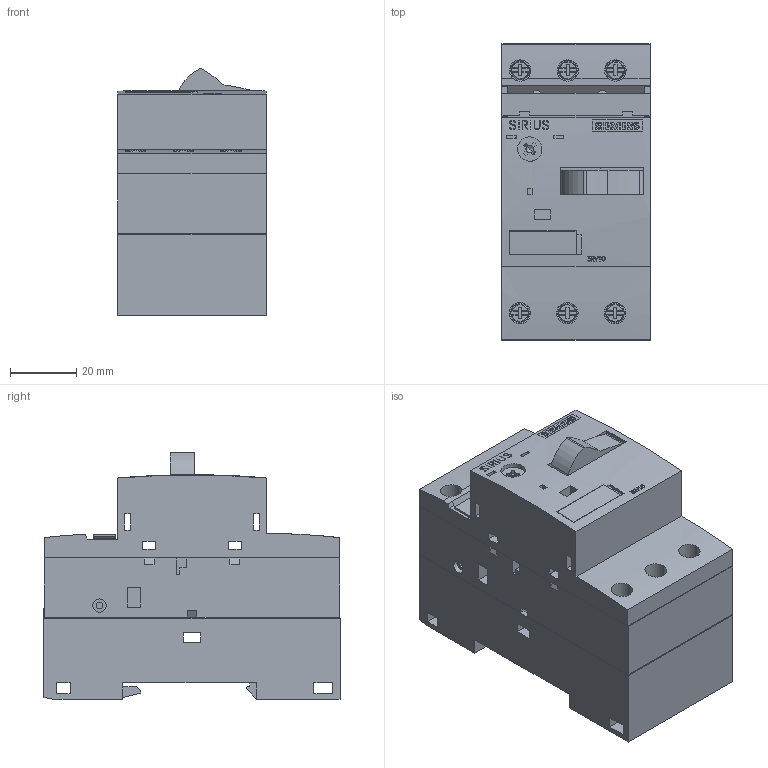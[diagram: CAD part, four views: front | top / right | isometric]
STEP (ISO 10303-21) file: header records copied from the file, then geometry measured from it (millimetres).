
FILE_DESCRIPTION(('STEP AP214'),'1');
FILE_NAME('cctmp_D1000599-AD25-4981-82AA-FF25EFBA8922_2023_08_14_21_02_59_0591..stp','2023-08-14T19:03:00',('SIEMENS A&D'),('CADClick - www.CADClick.com'),'Spatial InterOp 3D postprocessed',' ','unknown authorization');
FILE_SCHEMA(('AUTOMOTIVE_DESIGN'));
Length unit declared in the file: millimetre
Products named in the file (1): 2023_08_14_21_02_59_0560
Bounding box: 45 x 89.6 x 74.67 mm (x, y, z)
Volume: 209709.2 mm3; surface area: 54611.9 mm2
Topology: 1 solids, 2 shells, 994 faces, 2761 edges, 1816 vertices
Faces by surface type: plane 776, cylinder 160, cone 30, torus 28
Entity records: 54660 total; most frequent: CARTESIAN_POINT 7359, STYLED_ITEM 5570, PRESENTATION_STYLE_ASSIGNMENT 5570, ORIENTED_EDGE 5518, DIRECTION 5339, EDGE_CURVE 2759, CURVE_STYLE 2759, DRAUGHTING_PRE_DEFINED_CURVE_FONT 2759
